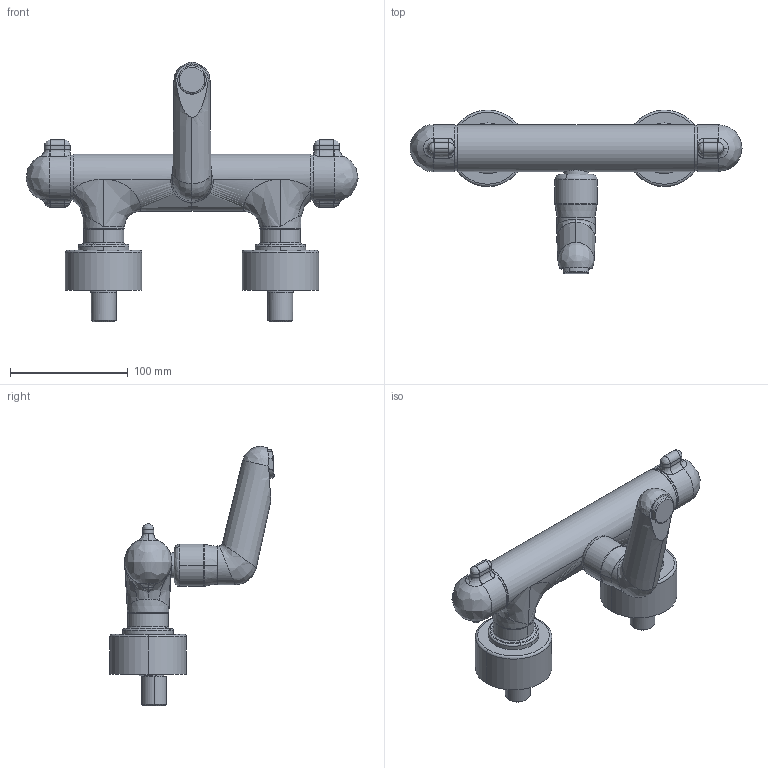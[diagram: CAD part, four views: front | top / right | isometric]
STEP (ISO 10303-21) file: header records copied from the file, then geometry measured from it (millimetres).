
FILE_DESCRIPTION (( 'STEP AP203' ), '1' );
FILE_NAME ('08302281.STEP', '2019-01-28T07:52:06', ( '' ), ( '' ), 'SwSTEP 2.0', 'SolidWorks 2016', '' );
FILE_SCHEMA (( 'CONFIG_CONTROL_DESIGN' ));
Length unit declared in the file: millimetre
Products named in the file (1): 08302281
Bounding box: 281.99 x 139.51 x 220.21 mm (x, y, z)
Volume: 812422.1 mm3; surface area: 105844.3 mm2
Topology: 1 solids, 1 shells, 207 faces, 490 edges, 288 vertices
Faces by surface type: bspline 83, cylinder 57, plane 41, cone 22, torus 4
Entity records: 11978 total; most frequent: CARTESIAN_POINT 7713, ORIENTED_EDGE 944, DIRECTION 752, EDGE_CURVE 472, AXIS2_PLACEMENT_3D 312, VERTEX_POINT 288, EDGE_LOOP 228, ADVANCED_FACE 207
